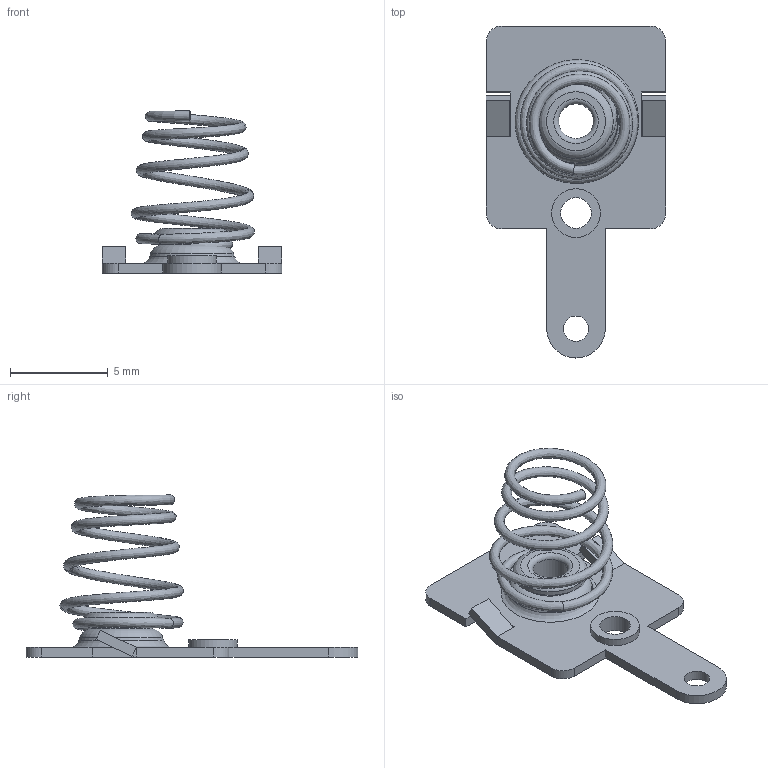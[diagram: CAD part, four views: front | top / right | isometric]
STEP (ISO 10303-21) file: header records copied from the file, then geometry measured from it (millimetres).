
FILE_DESCRIPTION (( 'STEP AP214' ), '1' );
FILE_NAME ('5204.STEP', '2014-09-19T20:02:50', ( '' ), ( '' ), 'SwSTEP 2.0', 'SolidWorks 2013', '' );
FILE_SCHEMA (( 'AUTOMOTIVE_DESIGN' ));
Length unit declared in the file: inch
Products named in the file (1): 5204
Bounding box: 9.19 x 16.99 x 8.31 mm (x, y, z)
Volume: 84.7 mm3; surface area: 460.4 mm2
Topology: 3 solids, 3 shells, 71 faces, 153 edges, 93 vertices
Faces by surface type: plane 42, cylinder 15, torus 9, cone 3, bspline 2
Full cylindrical faces by diameter (mm): 1.295 x1, 1.575 x1, 1.778 x1, 1.905 x1, 2.261 x1, 2.489 x1, 3.81 x2
Entity records: 3695 total; most frequent: CARTESIAN_POINT 1236, DIRECTION 310, ORIENTED_EDGE 256, EDGE_CURVE 128, AXIS2_PLACEMENT_3D 116, EDGE_LOOP 106, FACE_OUTER_BOUND 90, VERTEX_POINT 90
